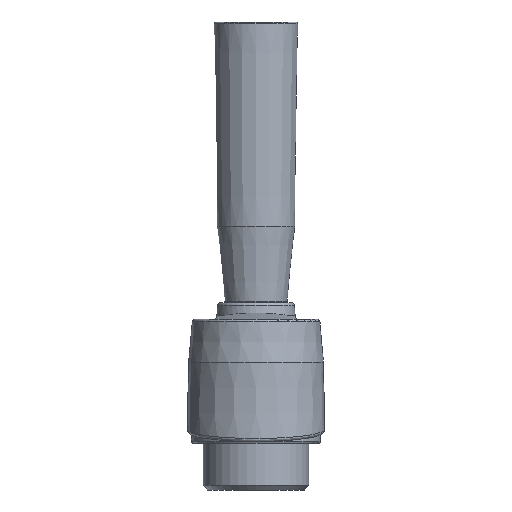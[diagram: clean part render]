
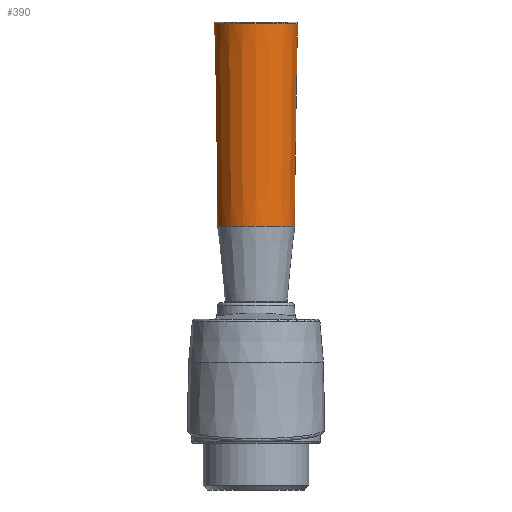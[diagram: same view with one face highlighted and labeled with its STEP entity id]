
A CAD part, left-side view. The second image highlights one B-rep face of the part: STEP entity #390.
In plain terms, the highlighted conical face has half-angle 0.871 degrees and reference radius 12.5 mm.
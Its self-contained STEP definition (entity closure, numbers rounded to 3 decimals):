
#390 = ADVANCED_FACE( '', ( #1014, #1015 ), #1016, .T. );
#1014 = FACE_OUTER_BOUND( '', #2357, .T. );
#1015 = FACE_BOUND( '', #2358, .T. );
#1016 = CONICAL_SURFACE( '', #2359, 12.5, 0.015 );
#2357 = EDGE_LOOP( '', ( #6251 ) );
#2358 = EDGE_LOOP( '', ( #6252 ) );
#2359 = AXIS2_PLACEMENT_3D( '', #6253, #6254, #6255 );
#6251 = ORIENTED_EDGE( '', *, *, #8102, .T. );
#6252 = ORIENTED_EDGE( '', *, *, #8273, .T. );
#6253 = CARTESIAN_POINT( '', ( 160., 0., 69.86 ) );
#6254 = DIRECTION( '', ( 0., 0., 1. ) );
#6255 = DIRECTION( '', ( 1., 0., 0. ) );
#8102 = EDGE_CURVE( '', #9000, #9000, #9001, .T. );
#8273 = EDGE_CURVE( '', #9291, #9291, #9292, .T. );
#9000 = VERTEX_POINT( '', #10407 );
#9001 = CIRCLE( '', #10408, 13.492 );
#9291 = VERTEX_POINT( '', #11397 );
#9292 = CIRCLE( '', #11398, 12.5 );
#10407 = CARTESIAN_POINT( '', ( 146.508, 0., 135.152 ) );
#10408 = AXIS2_PLACEMENT_3D( '', #14648, #14649, #14650 );
#11397 = CARTESIAN_POINT( '', ( 172.5, 0., 69.86 ) );
#11398 = AXIS2_PLACEMENT_3D( '', #14813, #14814, #14815 );
#14648 = CARTESIAN_POINT( '', ( 160., 0., 135.152 ) );
#14649 = DIRECTION( '', ( 0., 0., -1. ) );
#14650 = DIRECTION( '', ( -1., 0., 0. ) );
#14813 = CARTESIAN_POINT( '', ( 160., 0., 69.86 ) );
#14814 = DIRECTION( '', ( 0., 0., 1. ) );
#14815 = DIRECTION( '', ( 1., 0., 0. ) );
